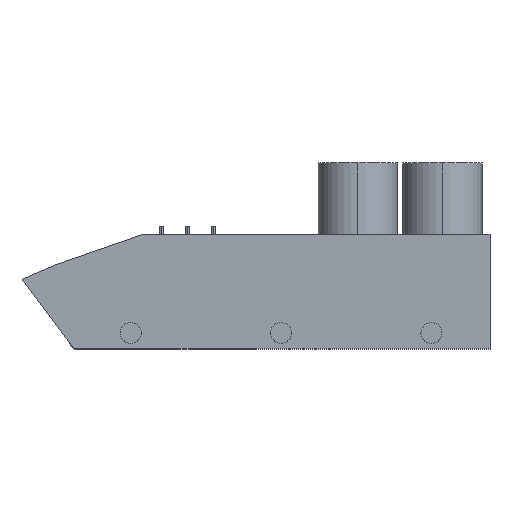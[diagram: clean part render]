
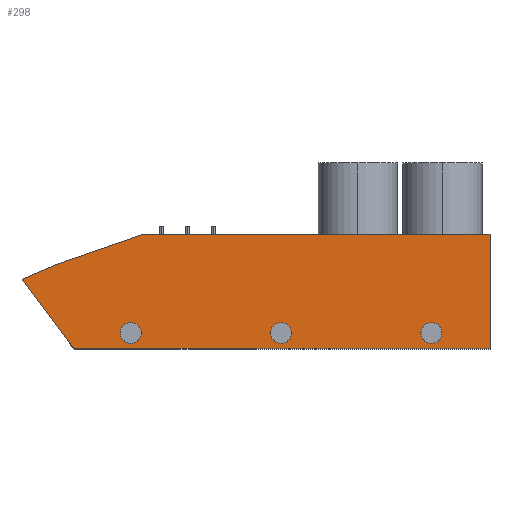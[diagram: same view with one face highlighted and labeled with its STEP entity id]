
A CAD part, top view. The second image highlights one B-rep face of the part: STEP entity #298.
In plain terms, the highlighted planar face has unit normal (0, 0, 1).
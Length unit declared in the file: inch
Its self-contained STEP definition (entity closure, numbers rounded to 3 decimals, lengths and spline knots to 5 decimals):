
#15 = CARTESIAN_POINT ( 'NONE',  ( -0.72757, 11.4499, 19.68504 ) ) ;
#17 = DIRECTION ( 'NONE',  ( 1., 0., 0. ) ) ;
#31 = DIRECTION ( 'NONE',  ( 0., 0., 1. ) ) ;
#43 = CARTESIAN_POINT ( 'NONE',  ( 53.86063, -7.20365, 19.68504 ) ) ;
#51 = CARTESIAN_POINT ( 'NONE',  ( 23.43063, -7.20365, 19.68504 ) ) ;
#67 = DIRECTION ( 'NONE',  ( 1., 0., 0. ) ) ;
#86 = CARTESIAN_POINT ( 'NONE',  ( -23.62205, 2.99524, 19.68504 ) ) ;
#108 = DIRECTION ( 'NONE',  ( 1., 0., 0. ) ) ;
#112 = VERTEX_POINT ( 'NONE', #712 ) ;
#163 = ORIENTED_EDGE ( 'NONE', *, *, #224, .F. ) ;
#170 = FACE_BOUND ( 'NONE', #424, .T. ) ;
#199 = CARTESIAN_POINT ( 'NONE',  ( -1.06437, -7.20365, 19.68504 ) ) ;
#202 = VECTOR ( 'NONE', #943, 39.37008 ) ;
#208 = CIRCLE ( 'NONE', #1503, 1.975 ) ;
#218 = DIRECTION ( 'NONE',  ( 1., 0., 0. ) ) ;
#224 = EDGE_CURVE ( 'NONE', #716, #551, #208, .T. ) ;
#237 = PLANE ( 'NONE',  #608 ) ;
#241 = EDGE_CURVE ( 'NONE', #320, #1568, #859, .T. ) ;
#249 = DIRECTION ( 'NONE',  ( -1., 0., 0. ) ) ;
#254 = CARTESIAN_POINT ( 'NONE',  ( 64.96063, 11.4499, 19.68504 ) ) ;
#258 = AXIS2_PLACEMENT_3D ( 'NONE', #451, #1068, #956 ) ;
#267 = EDGE_CURVE ( 'NONE', #566, #320, #1033, .T. ) ;
#289 = DIRECTION ( 'NONE',  ( 0., 0., 1. ) ) ;
#291 = CIRCLE ( 'NONE', #583, 1.975 ) ;
#298 = ADVANCED_FACE ( 'NONE', ( #995, #170, #1012, #529 ), #237, .T. ) ;
#306 = CIRCLE ( 'NONE', #258, 1.98 ) ;
#320 = VERTEX_POINT ( 'NONE', #1103 ) ;
#347 = EDGE_CURVE ( 'NONE', #551, #716, #1393, .T. ) ;
#351 = VECTOR ( 'NONE', #1361, 39.37008 ) ;
#353 = VECTOR ( 'NONE', #249, 39.37008 ) ;
#377 = ORIENTED_EDGE ( 'NONE', *, *, #1362, .F. ) ;
#390 = LINE ( 'NONE', #875, #351 ) ;
#424 = EDGE_LOOP ( 'NONE', ( #377, #1149 ) ) ;
#430 = DIRECTION ( 'NONE',  ( 0., 0., 1. ) ) ;
#451 = CARTESIAN_POINT ( 'NONE',  ( 25.41063, -7.20365, 19.68504 ) ) ;
#454 = ORIENTED_EDGE ( 'NONE', *, *, #267, .T. ) ;
#475 = DIRECTION ( 'NONE',  ( -0.919, -0.395, 0. ) ) ;
#480 = VERTEX_POINT ( 'NONE', #1265 ) ;
#505 = CIRCLE ( 'NONE', #606, 1.975 ) ;
#521 = CARTESIAN_POINT ( 'NONE',  ( -13.77953, -10.20365, 19.68504 ) ) ;
#529 = FACE_OUTER_BOUND ( 'NONE', #640, .T. ) ;
#551 = VERTEX_POINT ( 'NONE', #1523 ) ;
#566 = VERTEX_POINT ( 'NONE', #1181 ) ;
#582 = LINE ( 'NONE', #1312, #854 ) ;
#583 = AXIS2_PLACEMENT_3D ( 'NONE', #945, #289, #584 ) ;
#584 = DIRECTION ( 'NONE',  ( 1., 0., 0. ) ) ;
#606 = AXIS2_PLACEMENT_3D ( 'NONE', #1056, #430, #67 ) ;
#607 = VERTEX_POINT ( 'NONE', #199 ) ;
#608 = AXIS2_PLACEMENT_3D ( 'NONE', #855, #1239, #1360 ) ;
#612 = DIRECTION ( 'NONE',  ( 0., 1., 0. ) ) ;
#614 = ORIENTED_EDGE ( 'NONE', *, *, #1300, .T. ) ;
#622 = CARTESIAN_POINT ( 'NONE',  ( 64.96063, -10.20365, 19.68504 ) ) ;
#633 = ORIENTED_EDGE ( 'NONE', *, *, #347, .F. ) ;
#640 = EDGE_LOOP ( 'NONE', ( #1483, #1550, #614, #1554, #958, #454 ) ) ;
#688 = EDGE_CURVE ( 'NONE', #112, #1568, #390, .T. ) ;
#691 = AXIS2_PLACEMENT_3D ( 'NONE', #1577, #1456, #108 ) ;
#712 = CARTESIAN_POINT ( 'NONE',  ( -16.98589, 5.84545, 19.68504 ) ) ;
#716 = VERTEX_POINT ( 'NONE', #885 ) ;
#750 = AXIS2_PLACEMENT_3D ( 'NONE', #43, #31, #888 ) ;
#854 = VECTOR ( 'NONE', #218, 39.37008 ) ;
#855 = CARTESIAN_POINT ( 'NONE',  ( 0., 0., 19.68504 ) ) ;
#859 = LINE ( 'NONE', #254, #353 ) ;
#860 = DIRECTION ( 'NONE',  ( 0., 0., 1. ) ) ;
#866 = VERTEX_POINT ( 'NONE', #521 ) ;
#875 = CARTESIAN_POINT ( 'NONE',  ( -24.77009, 3.16214, 19.68504 ) ) ;
#885 = CARTESIAN_POINT ( 'NONE',  ( 55.83563, -7.20365, 19.68504 ) ) ;
#888 = DIRECTION ( 'NONE',  ( 1., 0., 0. ) ) ;
#898 = VERTEX_POINT ( 'NONE', #51 ) ;
#925 = ORIENTED_EDGE ( 'NONE', *, *, #1190, .F. ) ;
#943 = DIRECTION ( 'NONE',  ( 0.598, -0.802, 0. ) ) ;
#945 = CARTESIAN_POINT ( 'NONE',  ( -3.03937, -7.20365, 19.68504 ) ) ;
#951 = EDGE_CURVE ( 'NONE', #607, #1117, #291, .T. ) ;
#954 = VECTOR ( 'NONE', #612, 39.37008 ) ;
#956 = DIRECTION ( 'NONE',  ( 1., 0., 0. ) ) ;
#958 = ORIENTED_EDGE ( 'NONE', *, *, #997, .T. ) ;
#970 = LINE ( 'NONE', #1226, #1259 ) ;
#995 = FACE_BOUND ( 'NONE', #1370, .T. ) ;
#997 = EDGE_CURVE ( 'NONE', #866, #566, #582, .T. ) ;
#1009 = CIRCLE ( 'NONE', #691, 1.98 ) ;
#1012 = FACE_BOUND ( 'NONE', #1435, .T. ) ;
#1033 = LINE ( 'NONE', #622, #954 ) ;
#1056 = CARTESIAN_POINT ( 'NONE',  ( -3.03937, -7.20365, 19.68504 ) ) ;
#1058 = CARTESIAN_POINT ( 'NONE',  ( -5.01437, -7.20365, 19.68504 ) ) ;
#1068 = DIRECTION ( 'NONE',  ( 0., 0., 1. ) ) ;
#1103 = CARTESIAN_POINT ( 'NONE',  ( 64.96063, 11.4499, 19.68504 ) ) ;
#1117 = VERTEX_POINT ( 'NONE', #1058 ) ;
#1130 = VERTEX_POINT ( 'NONE', #1179 ) ;
#1144 = EDGE_CURVE ( 'NONE', #1130, #866, #1582, .T. ) ;
#1149 = ORIENTED_EDGE ( 'NONE', *, *, #951, .F. ) ;
#1179 = CARTESIAN_POINT ( 'NONE',  ( -23.62205, 2.99524, 19.68504 ) ) ;
#1181 = CARTESIAN_POINT ( 'NONE',  ( 64.96063, -10.20365, 19.68504 ) ) ;
#1190 = EDGE_CURVE ( 'NONE', #898, #480, #306, .T. ) ;
#1222 = EDGE_CURVE ( 'NONE', #480, #898, #1009, .T. ) ;
#1226 = CARTESIAN_POINT ( 'NONE',  ( -23.62205, 2.99524, 19.68504 ) ) ;
#1234 = CARTESIAN_POINT ( 'NONE',  ( 53.86063, -7.20365, 19.68504 ) ) ;
#1239 = DIRECTION ( 'NONE',  ( 0., 0., 1. ) ) ;
#1259 = VECTOR ( 'NONE', #475, 39.37008 ) ;
#1265 = CARTESIAN_POINT ( 'NONE',  ( 27.39063, -7.20365, 19.68504 ) ) ;
#1300 = EDGE_CURVE ( 'NONE', #112, #1130, #970, .T. ) ;
#1312 = CARTESIAN_POINT ( 'NONE',  ( 64.96063, -10.20365, 19.68504 ) ) ;
#1360 = DIRECTION ( 'NONE',  ( 1., 0., 0. ) ) ;
#1361 = DIRECTION ( 'NONE',  ( 0.945, 0.326, 0. ) ) ;
#1362 = EDGE_CURVE ( 'NONE', #1117, #607, #505, .T. ) ;
#1370 = EDGE_LOOP ( 'NONE', ( #925, #1459 ) ) ;
#1393 = CIRCLE ( 'NONE', #750, 1.975 ) ;
#1435 = EDGE_LOOP ( 'NONE', ( #633, #163 ) ) ;
#1456 = DIRECTION ( 'NONE',  ( 0., 0., 1. ) ) ;
#1459 = ORIENTED_EDGE ( 'NONE', *, *, #1222, .F. ) ;
#1483 = ORIENTED_EDGE ( 'NONE', *, *, #241, .T. ) ;
#1503 = AXIS2_PLACEMENT_3D ( 'NONE', #1234, #860, #17 ) ;
#1523 = CARTESIAN_POINT ( 'NONE',  ( 51.88563, -7.20365, 19.68504 ) ) ;
#1550 = ORIENTED_EDGE ( 'NONE', *, *, #688, .F. ) ;
#1554 = ORIENTED_EDGE ( 'NONE', *, *, #1144, .T. ) ;
#1568 = VERTEX_POINT ( 'NONE', #15 ) ;
#1577 = CARTESIAN_POINT ( 'NONE',  ( 25.41063, -7.20365, 19.68504 ) ) ;
#1582 = LINE ( 'NONE', #86, #202 ) ;
